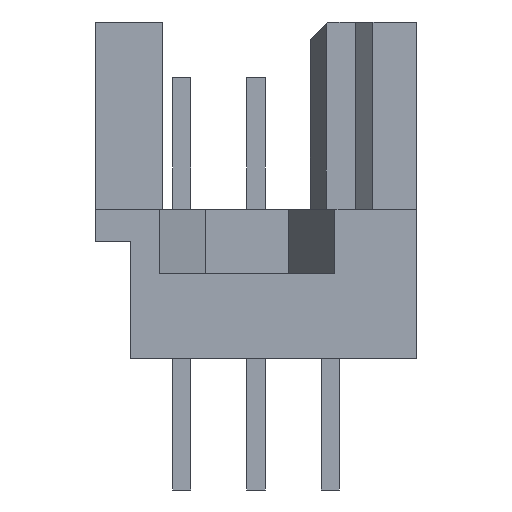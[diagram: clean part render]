
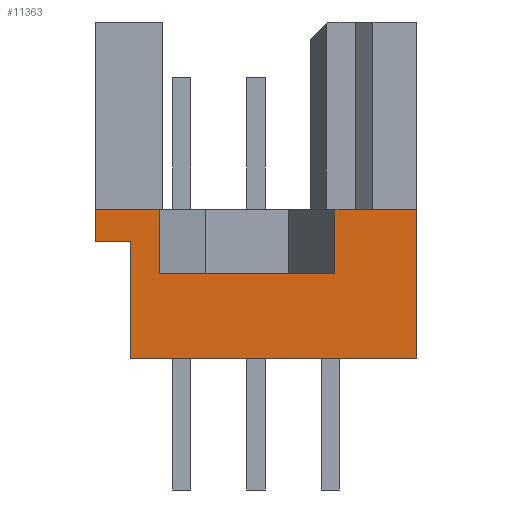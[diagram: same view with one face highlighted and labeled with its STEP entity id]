
A CAD part, left-side view. The second image highlights one B-rep face of the part: STEP entity #11363.
In plain terms, the highlighted planar face has unit normal (-1, 0, 0).
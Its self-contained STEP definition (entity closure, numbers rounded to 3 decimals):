
#1090=DIRECTION('',(0.,0.,-1.));
#1091=VECTOR('',#1090,2.2);
#1092=CARTESIAN_POINT('',(-27.18,-2.7,-6.4));
#1093=LINE('',#1092,#1091);
#1094=DIRECTION('',(0.,-1.,0.));
#1095=VECTOR('',#1094,2.8);
#1096=CARTESIAN_POINT('',(-27.18,-2.7,-6.4));
#1097=LINE('',#1096,#1095);
#1098=DIRECTION('',(0.,-1.,0.));
#1099=VECTOR('',#1098,9.8);
#1100=CARTESIAN_POINT('',(-27.18,4.3,-11.5));
#1101=LINE('',#1100,#1099);
#1102=DIRECTION('',(0.,-1.,0.));
#1103=VECTOR('',#1102,1.2);
#1104=CARTESIAN_POINT('',(-27.18,5.5,-7.5));
#1105=LINE('',#1104,#1103);
#1106=DIRECTION('',(0.,0.,-1.));
#1107=VECTOR('',#1106,1.1);
#1108=CARTESIAN_POINT('',(-27.18,5.5,-6.4));
#1109=LINE('',#1108,#1107);
#1110=DIRECTION('',(0.,-1.,0.));
#1111=VECTOR('',#1110,2.2);
#1112=CARTESIAN_POINT('',(-27.18,5.5,-6.4));
#1113=LINE('',#1112,#1111);
#1114=DIRECTION('',(0.,0.,-1.));
#1115=VECTOR('',#1114,2.2);
#1116=CARTESIAN_POINT('',(-27.18,3.3,-6.4));
#1117=LINE('',#1116,#1115);
#1118=DIRECTION('',(0.,1.,0.));
#1119=VECTOR('',#1118,6.);
#1120=CARTESIAN_POINT('',(-27.18,-2.7,-8.6));
#1121=LINE('',#1120,#1119);
#1406=DIRECTION('',(0.,0.,1.));
#1407=VECTOR('',#1406,5.1);
#1408=CARTESIAN_POINT('',(-27.18,-5.5,-11.5));
#1409=LINE('',#1408,#1407);
#1822=DIRECTION('',(0.,0.,-1.));
#1823=VECTOR('',#1822,4.);
#1824=CARTESIAN_POINT('',(-27.18,4.3,-7.5));
#1825=LINE('',#1824,#1823);
#7824=CARTESIAN_POINT('',(-27.18,5.5,-6.4));
#7825=VERTEX_POINT('',#7824);
#7836=CARTESIAN_POINT('',(-27.18,-5.5,-6.4));
#7837=VERTEX_POINT('',#7836);
#7838=CARTESIAN_POINT('',(-27.18,5.5,-7.5));
#7839=CARTESIAN_POINT('',(-27.18,4.3,-7.5));
#7840=VERTEX_POINT('',#7838);
#7841=VERTEX_POINT('',#7839);
#7862=CARTESIAN_POINT('',(-27.18,-2.7,-6.4));
#7863=CARTESIAN_POINT('',(-27.18,-2.7,-8.6));
#7864=VERTEX_POINT('',#7862);
#7865=VERTEX_POINT('',#7863);
#7866=CARTESIAN_POINT('',(-27.18,3.3,-6.4));
#7867=CARTESIAN_POINT('',(-27.18,3.3,-8.6));
#7868=VERTEX_POINT('',#7866);
#7869=VERTEX_POINT('',#7867);
#8136=CARTESIAN_POINT('',(-27.18,4.3,-11.5));
#8137=CARTESIAN_POINT('',(-27.18,-5.5,-11.5));
#8138=VERTEX_POINT('',#8136);
#8139=VERTEX_POINT('',#8137);
#11340=CARTESIAN_POINT('',(-27.18,5.5,0.));
#11341=DIRECTION('',(-1.,0.,0.));
#11342=DIRECTION('',(0.,-1.,0.));
#11343=AXIS2_PLACEMENT_3D('',#11340,#11341,#11342);
#11344=PLANE('',#11343);
#11346=ORIENTED_EDGE('',*,*,#11345,.F.);
#11347=ORIENTED_EDGE('',*,*,#10751,.T.);
#11349=ORIENTED_EDGE('',*,*,#11348,.F.);
#11351=ORIENTED_EDGE('',*,*,#11350,.F.);
#11353=ORIENTED_EDGE('',*,*,#11352,.F.);
#11354=ORIENTED_EDGE('',*,*,#11331,.F.);
#11355=ORIENTED_EDGE('',*,*,#11321,.F.);
#11356=ORIENTED_EDGE('',*,*,#10763,.T.);
#11358=ORIENTED_EDGE('',*,*,#11357,.T.);
#11360=ORIENTED_EDGE('',*,*,#11359,.F.);
#11361=EDGE_LOOP('',(#11346,#11347,#11349,#11351,#11353,#11354,#11355,#11356,
#11358,#11360));
#11362=FACE_OUTER_BOUND('',#11361,.F.);
#10751=EDGE_CURVE('',#7864,#7837,#1097,.T.);
#10763=EDGE_CURVE('',#7825,#7868,#1113,.T.);
#11321=EDGE_CURVE('',#7825,#7840,#1109,.T.);
#11331=EDGE_CURVE('',#7840,#7841,#1105,.T.);
#11345=EDGE_CURVE('',#7864,#7865,#1093,.T.);
#11348=EDGE_CURVE('',#8139,#7837,#1409,.T.);
#11350=EDGE_CURVE('',#8138,#8139,#1101,.T.);
#11352=EDGE_CURVE('',#7841,#8138,#1825,.T.);
#11357=EDGE_CURVE('',#7868,#7869,#1117,.T.);
#11359=EDGE_CURVE('',#7865,#7869,#1121,.T.);
#11363=ADVANCED_FACE('',(#11362),#11344,.T.);
